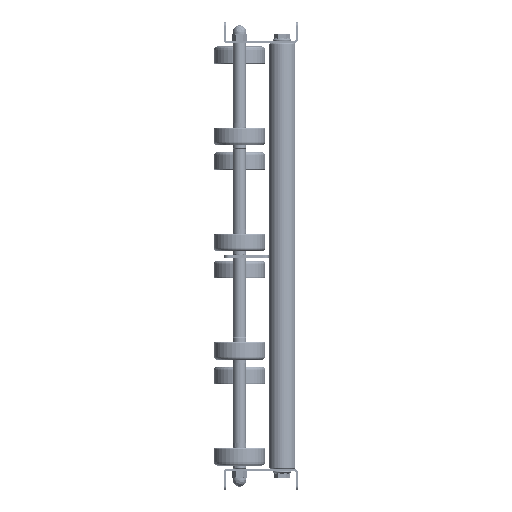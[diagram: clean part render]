
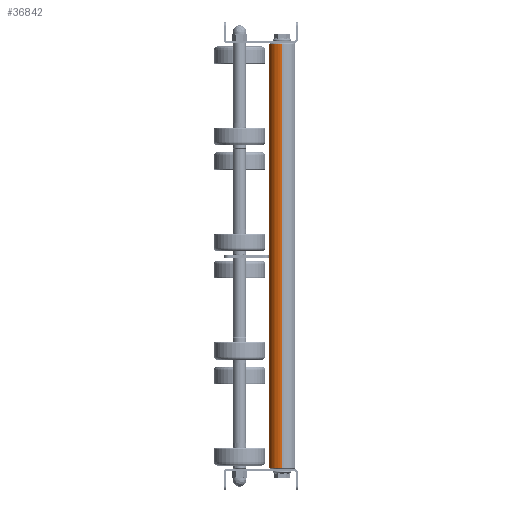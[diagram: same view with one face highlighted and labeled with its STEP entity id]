
A CAD part, left-side view. The second image highlights one B-rep face of the part: STEP entity #36842.
In plain terms, the highlighted cylindrical face has radius 12.5 mm (diameter 25 mm), a partial arc.
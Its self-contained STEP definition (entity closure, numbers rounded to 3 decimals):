
#1615 = EDGE_LOOP ( 'NONE', ( #6190, #10234, #12933, #32768 ) ) ;
#4800 = EDGE_CURVE ( 'NONE', #19584, #51259, #51612, .T. ) ;
#5492 = CARTESIAN_POINT ( 'NONE',  ( 400., 0., 0. ) ) ;
#6190 = ORIENTED_EDGE ( 'NONE', *, *, #39941, .T. ) ;
#6680 = CIRCLE ( 'NONE', #32614, 12.5 ) ;
#9028 = CARTESIAN_POINT ( 'NONE',  ( 399., 0., 12.5 ) ) ;
#9074 = VECTOR ( 'NONE', #26093, 1000. ) ;
#9548 = DIRECTION ( 'NONE',  ( 0., 0., 1. ) ) ;
#9580 = CARTESIAN_POINT ( 'NONE',  ( 400., 0., 12.5 ) ) ;
#10234 = ORIENTED_EDGE ( 'NONE', *, *, #19409, .T. ) ;
#12933 = ORIENTED_EDGE ( 'NONE', *, *, #4800, .T. ) ;
#13629 = FACE_OUTER_BOUND ( 'NONE', #1615, .T. ) ;
#14333 = VERTEX_POINT ( 'NONE', #40913 ) ;
#14633 = DIRECTION ( 'NONE',  ( -1., 0., 0. ) ) ;
#18709 = CARTESIAN_POINT ( 'NONE',  ( 400., 0., -12.5 ) ) ;
#19409 = EDGE_CURVE ( 'NONE', #14333, #19584, #47403, .T. ) ;
#19584 = VERTEX_POINT ( 'NONE', #42764 ) ;
#21610 = AXIS2_PLACEMENT_3D ( 'NONE', #5492, #46636, #9548 ) ;
#23713 = CARTESIAN_POINT ( 'NONE',  ( 1., 0., 0. ) ) ;
#24836 = AXIS2_PLACEMENT_3D ( 'NONE', #23713, #52638, #28311 ) ;
#26093 = DIRECTION ( 'NONE',  ( -1., 0., 0. ) ) ;
#28311 = DIRECTION ( 'NONE',  ( 0., 0., -1. ) ) ;
#31042 = CARTESIAN_POINT ( 'NONE',  ( 399., 0., 0. ) ) ;
#31688 = VECTOR ( 'NONE', #14633, 1000. ) ;
#32614 = AXIS2_PLACEMENT_3D ( 'NONE', #31042, #36179, #47541 ) ;
#32768 = ORIENTED_EDGE ( 'NONE', *, *, #50172, .F. ) ;
#34784 = LINE ( 'NONE', #9580, #9074 ) ;
#36085 = CARTESIAN_POINT ( 'NONE',  ( 1., 0., 12.5 ) ) ;
#36179 = DIRECTION ( 'NONE',  ( -1., 0., 0. ) ) ;
#36842 = ADVANCED_FACE ( 'NONE', ( #13629 ), #42895, .T. ) ;
#38126 = VERTEX_POINT ( 'NONE', #9028 ) ;
#39941 = EDGE_CURVE ( 'NONE', #38126, #14333, #6680, .T. ) ;
#40913 = CARTESIAN_POINT ( 'NONE',  ( 399., 0., -12.5 ) ) ;
#42764 = CARTESIAN_POINT ( 'NONE',  ( 1., 0., -12.5 ) ) ;
#42895 = CYLINDRICAL_SURFACE ( 'NONE', #21610, 12.5 ) ;
#46636 = DIRECTION ( 'NONE',  ( -1., 0., 0. ) ) ;
#47403 = LINE ( 'NONE', #18709, #31688 ) ;
#47541 = DIRECTION ( 'NONE',  ( 0., 0., -1. ) ) ;
#50172 = EDGE_CURVE ( 'NONE', #38126, #51259, #34784, .T. ) ;
#51259 = VERTEX_POINT ( 'NONE', #36085 ) ;
#51612 = CIRCLE ( 'NONE', #24836, 12.5 ) ;
#52638 = DIRECTION ( 'NONE',  ( 1., 0., 0. ) ) ;
